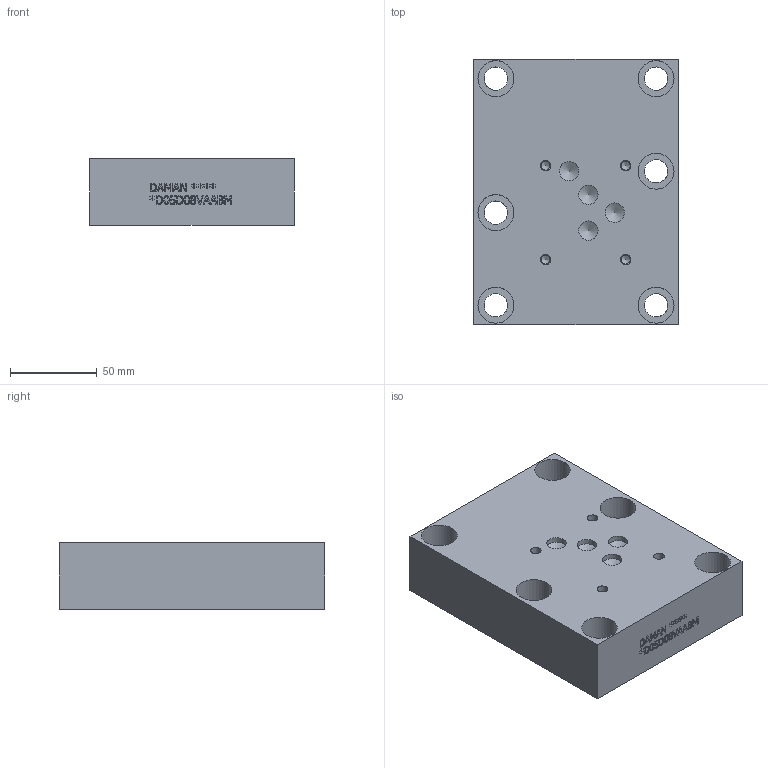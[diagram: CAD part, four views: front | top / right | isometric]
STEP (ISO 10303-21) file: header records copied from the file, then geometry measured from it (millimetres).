
FILE_DESCRIPTION(/* description */ (''),/* implementation_level */ '2;1');
FILE_NAME(/* name */ '_D05D08VAABM.stp',/* time_stamp */ '2021-12-29T13:50:53-05:00',/* author */ ('jrf'),/* organization */ (''),/* preprocessor_version */ 'ST-DEVELOPER v18.1',/* originating_system */ 'Autodesk Inventor 2022',/* authorisation */ '');
FILE_SCHEMA (('AUTOMOTIVE_DESIGN { 1 0 10303 214 3 1 1 }'));
Length unit declared in the file: millimetre
Products named in the file (1): Part_AD05D08VAABM.C06965R3_3D
Bounding box: 117.47 x 152.4 x 38.1 mm (x, y, z)
Volume: 600850.7 mm3; surface area: 72019.3 mm2
Topology: 1 solids, 1 shells, 424 faces, 1105 edges, 732 vertices
Faces by surface type: plane 268, bspline 94, cylinder 42, cone 20
Full cylindrical faces by diameter (mm): 5.004 x4, 5.994 x4, 6.35 x2, 11.113 x2, 11.125 x2, 13.487 x6, 20.625 x6, 23.012 x4, 25.4 x2, 33.35 x4
Entity records: 13792 total; most frequent: CARTESIAN_POINT 3596, ORIENTED_EDGE 2182, DIRECTION 1649, EDGE_CURVE 1091, LINE 807, VECTOR 807, VERTEX_POINT 732, EDGE_LOOP 499
